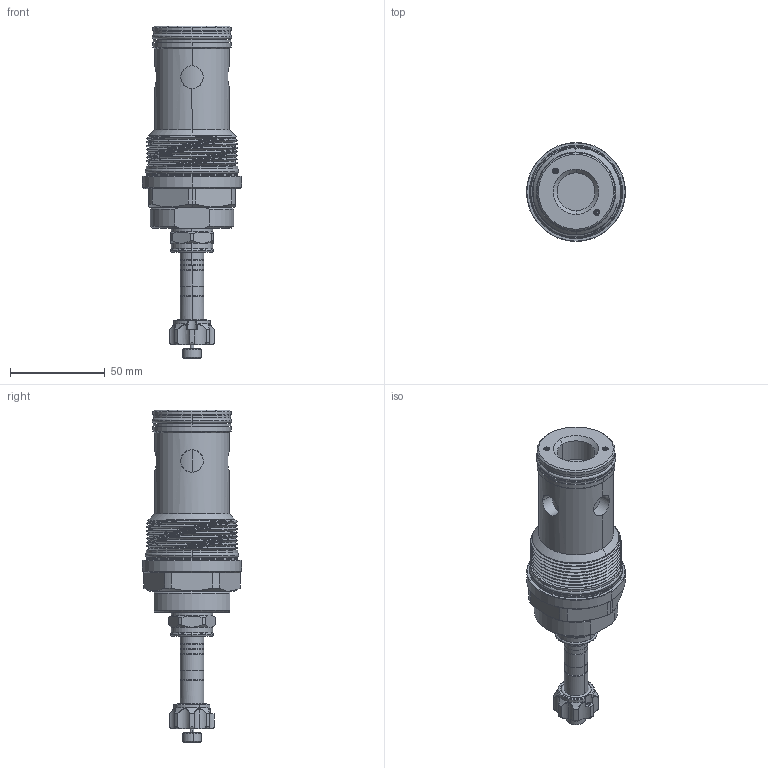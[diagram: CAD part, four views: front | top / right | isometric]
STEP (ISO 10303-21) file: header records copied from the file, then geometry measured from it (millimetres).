
FILE_DESCRIPTION (( 'STEP AP203' ), '1' );
FILE_NAME ('EP18A2A05P95.STEP', '2020-07-06T00:37:32', ( '' ), ( '' ), 'SwSTEP 2.0', 'SolidWorks 2018', '' );
FILE_SCHEMA (( 'CONFIG_CONTROL_DESIGN' ));
Length unit declared in the file: millimetre
Products named in the file (1): EP18A2A05P95
Bounding box: 52.37 x 52.37 x 175.6 mm (x, y, z)
Volume: 164535.8 mm3; surface area: 32724.2 mm2
Topology: 10 solids, 10 shells, 416 faces, 996 edges, 610 vertices
Faces by surface type: cylinder 177, cone 79, plane 68, torus 47, bspline 41, sphere 4
Entity records: 18120 total; most frequent: CARTESIAN_POINT 8770, ORIENTED_EDGE 1968, DIRECTION 1936, EDGE_CURVE 984, AXIS2_PLACEMENT_3D 810, VERTEX_POINT 604, EDGE_LOOP 444, CIRCLE 434
